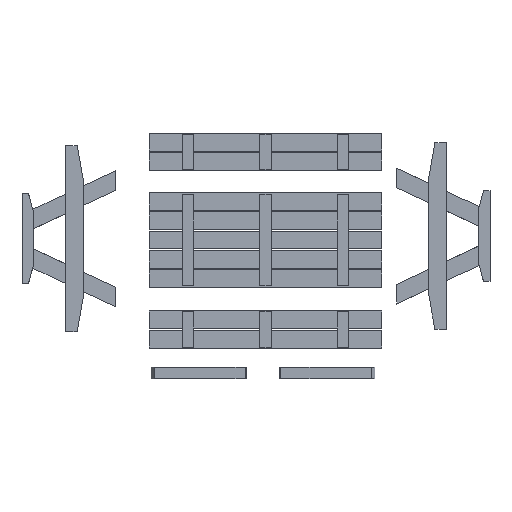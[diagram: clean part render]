
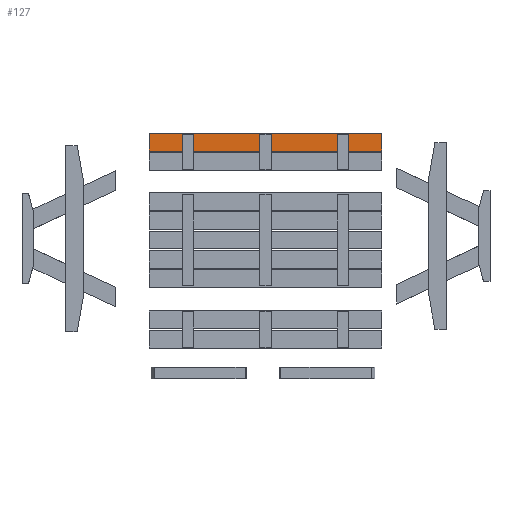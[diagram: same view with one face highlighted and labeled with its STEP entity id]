
A CAD part, top view. The second image highlights one B-rep face of the part: STEP entity #127.
In plain terms, the highlighted planar face has unit normal (0, 0, 1).
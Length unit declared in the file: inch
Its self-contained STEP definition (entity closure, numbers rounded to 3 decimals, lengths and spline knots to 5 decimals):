
#127=ADVANCED_FACE('',(#331),#3309,.T.);
#331=FACE_OUTER_BOUND('',#535,.T.);
#535=EDGE_LOOP('',(#1156,#1157,#1158,#1159,#1160,#1161,#1162,#1163,#1164,
#1165,#1166,#1167,#1168,#1169,#1170,#1171));
#1156=ORIENTED_EDGE('',*,*,#2030,.T.);
#1157=ORIENTED_EDGE('',*,*,#1954,.F.);
#1158=ORIENTED_EDGE('',*,*,#2032,.F.);
#1159=ORIENTED_EDGE('',*,*,#2019,.F.);
#1160=ORIENTED_EDGE('',*,*,#2018,.T.);
#1161=ORIENTED_EDGE('',*,*,#1978,.T.);
#1162=ORIENTED_EDGE('',*,*,#2017,.F.);
#1163=ORIENTED_EDGE('',*,*,#2010,.F.);
#1164=ORIENTED_EDGE('',*,*,#2005,.F.);
#1165=ORIENTED_EDGE('',*,*,#2008,.T.);
#1166=ORIENTED_EDGE('',*,*,#2009,.T.);
#1167=ORIENTED_EDGE('',*,*,#2027,.F.);
#1168=ORIENTED_EDGE('',*,*,#2022,.T.);
#1169=ORIENTED_EDGE('',*,*,#1966,.F.);
#1170=ORIENTED_EDGE('',*,*,#2024,.F.);
#1171=ORIENTED_EDGE('',*,*,#2034,.F.);
#1954=EDGE_CURVE('',#2997,#2996,#2512,.T.);
#1966=EDGE_CURVE('',#3005,#3004,#2524,.T.);
#1978=EDGE_CURVE('',#3013,#3012,#2536,.T.);
#2005=EDGE_CURVE('',#3029,#3030,#2563,.T.);
#2008=EDGE_CURVE('',#3029,#3032,#2566,.T.);
#2009=EDGE_CURVE('',#3032,#3033,#2567,.T.);
#2010=EDGE_CURVE('',#3030,#3036,#2568,.T.);
#2017=EDGE_CURVE('',#3036,#3012,#2575,.T.);
#2018=EDGE_CURVE('',#3037,#3013,#2576,.T.);
#2019=EDGE_CURVE('',#3037,#3045,#2577,.T.);
#2022=EDGE_CURVE('',#3040,#3004,#2580,.T.);
#2024=EDGE_CURVE('',#3041,#3005,#2582,.T.);
#2027=EDGE_CURVE('',#3040,#3033,#2585,.T.);
#2030=EDGE_CURVE('',#3044,#2996,#2588,.T.);
#2032=EDGE_CURVE('',#3045,#2997,#2590,.T.);
#2034=EDGE_CURVE('',#3044,#3041,#2592,.T.);
#2512=B_SPLINE_CURVE_WITH_KNOTS('',1,(#4595,#4596),.UNSPECIFIED.,.F.,.F.,
(2,2),(0.,3.5),.UNSPECIFIED.);
#2524=B_SPLINE_CURVE_WITH_KNOTS('',1,(#4619,#4620),.UNSPECIFIED.,.F.,.F.,
(2,2),(0.,3.5),.UNSPECIFIED.);
#2536=B_SPLINE_CURVE_WITH_KNOTS('',1,(#4643,#4644),.UNSPECIFIED.,.F.,.F.,
(2,2),(0.,3.5),.UNSPECIFIED.);
#2563=B_SPLINE_CURVE_WITH_KNOTS('',1,(#4697,#4698),.UNSPECIFIED.,.F.,.F.,
(2,2),(0.,4.),.UNSPECIFIED.);
#2566=B_SPLINE_CURVE_WITH_KNOTS('',1,(#4703,#4704),.UNSPECIFIED.,.F.,.F.,
(2,2),(1.5,73.5),.UNSPECIFIED.);
#2567=B_SPLINE_CURVE_WITH_KNOTS('',1,(#4705,#4706),.UNSPECIFIED.,.F.,.F.,
(2,2),(0.,4.),.UNSPECIFIED.);
#2568=B_SPLINE_CURVE_WITH_KNOTS('',1,(#4707,#4708),.UNSPECIFIED.,.F.,.F.,
(2,2),(1.5,11.75),.UNSPECIFIED.);
#2575=B_SPLINE_CURVE_WITH_KNOTS('',1,(#4721,#4722),.UNSPECIFIED.,.F.,.F.,
(2,2),(3.13636,6.),.UNSPECIFIED.);
#2576=B_SPLINE_CURVE_WITH_KNOTS('',1,(#4723,#4724),.UNSPECIFIED.,.F.,.F.,
(2,2),(3.13636,6.),.UNSPECIFIED.);
#2577=B_SPLINE_CURVE_WITH_KNOTS('',1,(#4725,#4726),.UNSPECIFIED.,.F.,.F.,
(2,2),(15.25,35.75),.UNSPECIFIED.);
#2580=B_SPLINE_CURVE_WITH_KNOTS('',1,(#4731,#4732),.UNSPECIFIED.,.F.,.F.,
(2,2),(3.13636,6.),.UNSPECIFIED.);
#2582=B_SPLINE_CURVE_WITH_KNOTS('',1,(#4735,#4736),.UNSPECIFIED.,.F.,.F.,
(2,2),(3.13636,6.),.UNSPECIFIED.);
#2585=B_SPLINE_CURVE_WITH_KNOTS('',1,(#4741,#4742),.UNSPECIFIED.,.F.,.F.,
(2,2),(63.25,73.5),.UNSPECIFIED.);
#2588=B_SPLINE_CURVE_WITH_KNOTS('',1,(#4747,#4748),.UNSPECIFIED.,.F.,.F.,
(2,2),(3.13636,6.),.UNSPECIFIED.);
#2590=B_SPLINE_CURVE_WITH_KNOTS('',1,(#4751,#4752),.UNSPECIFIED.,.F.,.F.,
(2,2),(3.13636,6.),.UNSPECIFIED.);
#2592=B_SPLINE_CURVE_WITH_KNOTS('',1,(#4755,#4756),.UNSPECIFIED.,.F.,.F.,
(2,2),(39.25,59.75),.UNSPECIFIED.);
#2996=VERTEX_POINT('',#4541);
#2997=VERTEX_POINT('',#4542);
#3004=VERTEX_POINT('',#4549);
#3005=VERTEX_POINT('',#4550);
#3012=VERTEX_POINT('',#4557);
#3013=VERTEX_POINT('',#4558);
#3029=VERTEX_POINT('',#4574);
#3030=VERTEX_POINT('',#4575);
#3032=VERTEX_POINT('',#4577);
#3033=VERTEX_POINT('',#4578);
#3036=VERTEX_POINT('',#4581);
#3037=VERTEX_POINT('',#4582);
#3040=VERTEX_POINT('',#4585);
#3041=VERTEX_POINT('',#4586);
#3044=VERTEX_POINT('',#4589);
#3045=VERTEX_POINT('',#4590);
#3309=PLANE('',#3602);
#3602=AXIS2_PLACEMENT_3D('',#4532,#3807,$);
#3807=DIRECTION('',(0.,0.,1.));
#4532=CARTESIAN_POINT('',(1.5,1.38791,0.03125));
#4541=CARTESIAN_POINT('',(0.71354,1.3827,0.03125));
#4542=CARTESIAN_POINT('',(0.78646,1.3827,0.03125));
#4549=CARTESIAN_POINT('',(0.21354,1.3827,0.03125));
#4550=CARTESIAN_POINT('',(0.28646,1.3827,0.03125));
#4557=CARTESIAN_POINT('',(1.28646,1.3827,0.03125));
#4558=CARTESIAN_POINT('',(1.21354,1.3827,0.03125));
#4574=CARTESIAN_POINT('',(1.5,1.38791,0.03125));
#4575=CARTESIAN_POINT('',(1.5,1.27333,0.03125));
#4577=CARTESIAN_POINT('',(0.,1.38791,0.03125));
#4578=CARTESIAN_POINT('',(0.,1.27333,0.03125));
#4581=CARTESIAN_POINT('',(1.28646,1.27333,0.03125));
#4582=CARTESIAN_POINT('',(1.21354,1.27333,0.03125));
#4585=CARTESIAN_POINT('',(0.21354,1.27333,0.03125));
#4586=CARTESIAN_POINT('',(0.28646,1.27333,0.03125));
#4589=CARTESIAN_POINT('',(0.71354,1.27333,0.03125));
#4590=CARTESIAN_POINT('',(0.78646,1.27333,0.03125));
#4595=CARTESIAN_POINT('',(0.78646,1.3827,0.03125));
#4596=CARTESIAN_POINT('',(0.71354,1.3827,0.03125));
#4619=CARTESIAN_POINT('',(0.28646,1.3827,0.03125));
#4620=CARTESIAN_POINT('',(0.21354,1.3827,0.03125));
#4643=CARTESIAN_POINT('',(1.21354,1.3827,0.03125));
#4644=CARTESIAN_POINT('',(1.28646,1.3827,0.03125));
#4697=CARTESIAN_POINT('',(1.5,1.38791,0.03125));
#4698=CARTESIAN_POINT('',(1.5,1.27333,0.03125));
#4703=CARTESIAN_POINT('',(1.5,1.38791,0.03125));
#4704=CARTESIAN_POINT('',(0.,1.38791,0.03125));
#4705=CARTESIAN_POINT('',(0.,1.38791,0.03125));
#4706=CARTESIAN_POINT('',(0.,1.27333,0.03125));
#4707=CARTESIAN_POINT('',(1.5,1.27333,0.03125));
#4708=CARTESIAN_POINT('',(1.28646,1.27333,0.03125));
#4721=CARTESIAN_POINT('',(1.28646,1.27333,0.03125));
#4722=CARTESIAN_POINT('',(1.28646,1.3827,0.03125));
#4723=CARTESIAN_POINT('',(1.21354,1.27333,0.03125));
#4724=CARTESIAN_POINT('',(1.21354,1.3827,0.03125));
#4725=CARTESIAN_POINT('',(1.21354,1.27333,0.03125));
#4726=CARTESIAN_POINT('',(0.78646,1.27333,0.03125));
#4731=CARTESIAN_POINT('',(0.21354,1.27333,0.03125));
#4732=CARTESIAN_POINT('',(0.21354,1.3827,0.03125));
#4735=CARTESIAN_POINT('',(0.28646,1.27333,0.03125));
#4736=CARTESIAN_POINT('',(0.28646,1.3827,0.03125));
#4741=CARTESIAN_POINT('',(0.21354,1.27333,0.03125));
#4742=CARTESIAN_POINT('',(0.,1.27333,0.03125));
#4747=CARTESIAN_POINT('',(0.71354,1.27333,0.03125));
#4748=CARTESIAN_POINT('',(0.71354,1.3827,0.03125));
#4751=CARTESIAN_POINT('',(0.78646,1.27333,0.03125));
#4752=CARTESIAN_POINT('',(0.78646,1.3827,0.03125));
#4755=CARTESIAN_POINT('',(0.71354,1.27333,0.03125));
#4756=CARTESIAN_POINT('',(0.28646,1.27333,0.03125));
